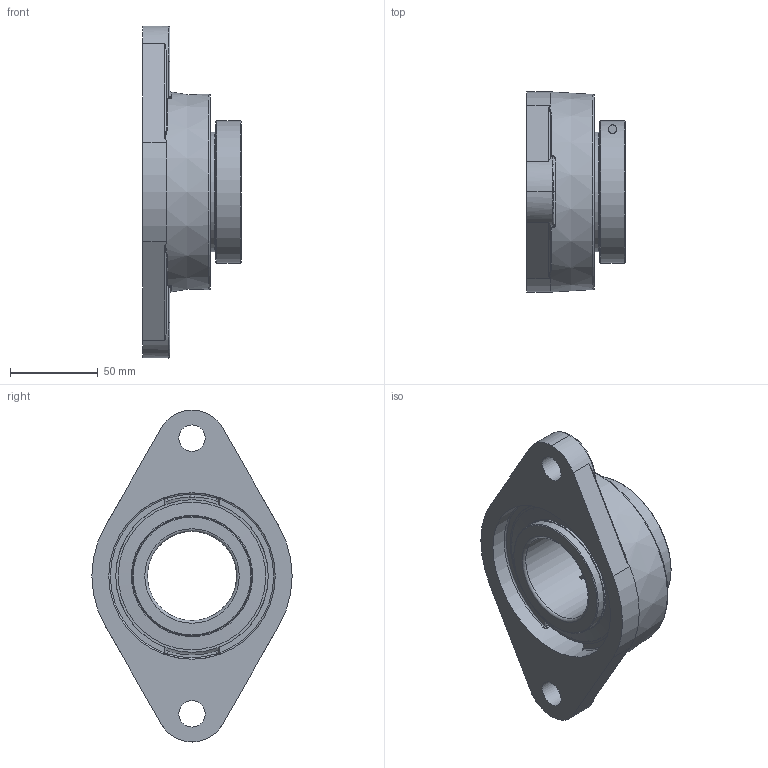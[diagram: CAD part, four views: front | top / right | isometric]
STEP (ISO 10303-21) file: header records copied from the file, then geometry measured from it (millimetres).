
FILE_DESCRIPTION(('HOOPS Exchange Step'),'2;1');
FILE_NAME('export-FAECA557-D85D-4F81-BD7C-49FA53673286.stp','2020-05-28T12:18:14-07:00',('dkerr'),('Alibre'),'HOOPS Exchange 2020.0','Alibre','Unknown authorisation');
FILE_SCHEMA( ('AP242_MANAGED_MODEL_BASED_3D_ENGINEERING_MIM_LF {1 0 10303 442 1 1 4 }') );
Length unit declared in the file: inch
Products named in the file (8): MRN SFTM L4L 210; MRN SUE 210-32 L4L (2.0) (Race); MRN SUE 210 L4L (Ball); MRN SUE 210 L4L (Shield); MRN SUE 210 L4L (Lock Ring); MRN SUE 210 L4L (Bolt); MRN SUE 210-32 L4L (2.0); MRN SUESFTM 210-32 L4L (2.000inch)
Assembly tree (8 placements, depth 3):
  MRN SUESFTM 210-32 L4L (2.000inch)
    MRN SFTM L4L 210
    MRN SUE 210-32 L4L (2.0)
      MRN SUE 210-32 L4L (2.0) (Race)
      MRN SUE 210 L4L (Ball)
      MRN SUE 210 L4L (Shield)  x2
      MRN SUE 210 L4L (Lock Ring)
      MRN SUE 210 L4L (Bolt)
Bounding box: 56.1 x 114 x 189 mm (x, y, z)
Volume: 316368.7 mm3; surface area: 107281.4 mm2
Topology: 17 solids, 17 shells, 235 faces, 649 edges, 427 vertices
Faces by surface type: plane 75, cylinder 63, torus 33, cone 31, sphere 17, bspline 16
Full cylindrical faces by diameter (mm): 4.917 x2, 6.4 x1, 10 x1, 15 x2, 50.8 x1, 68 x4, 69.016 x2, 80 x2, 84 x2, 92.741 x1, 94.741 x1, 100.1 x1
Entity records: 16611 total; most frequent: CARTESIAN_POINT 10699, DIRECTION 1209, ORIENTED_EDGE 1206, EDGE_CURVE 603, AXIS2_PLACEMENT_3D 504, VERTEX_POINT 413, CIRCLE 268, EDGE_LOOP 250
